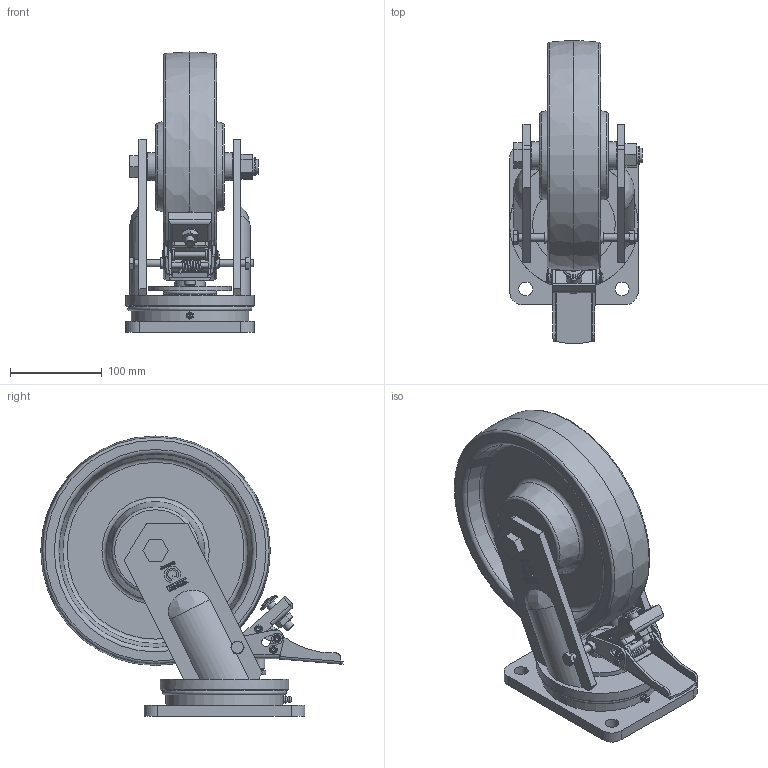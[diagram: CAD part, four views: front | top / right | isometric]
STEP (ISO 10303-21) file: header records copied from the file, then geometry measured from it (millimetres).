
FILE_DESCRIPTION(/* description */ (''),/* implementation_level */ '2;1');
FILE_NAME(/* name */ '0019303k_LPS_PO_250_KDS',/* time_stamp */ '2010-12-10T15:38:18+01:00',/* author */ (''),/* organization */ (''),/* preprocessor_version */ 'ST-DEVELOPER v9',/* originating_system */ 'UGS - NX 4.0',/* authorisation */ '');
FILE_SCHEMA (('CONFIG_CONTROL_DESIGN'));
Length unit declared in the file: millimetre
Products named in the file (1): 0019303K_LPS_PO_250_KDS
Bounding box: 144.5 x 329.34 x 305 mm (x, y, z)
Volume: 2827726.2 mm3; surface area: 437204 mm2
Topology: 9 solids, 16 shells, 992 faces, 2591 edges, 1709 vertices
Faces by surface type: plane 508, extrusion 202, cylinder 186, torus 39, cone 37, bspline 15, sphere 5
Full cylindrical faces by diameter (mm): 2 x2, 4 x3, 5.8 x5, 6 x14, 6.3 x2, 8 x4, 8.2 x2, 8.4 x2, 8.5 x7, 9 x1, 9.8 x1, 10 x3, 11.63 x1, 11.8 x2, 12 x3, 15 x4, 16 x3, 16.2 x2, 17 x1, 20 x1, 22.49 x1, 23.6 x1, 24 x2, 25 x3, 25.2 x2, 28 x1, 30 x2, 33 x1, 37.062 x4, 49.938 x4
Entity records: 33482 total; most frequent: CARTESIAN_POINT 11522, ORIENTED_EDGE 4666, DIRECTION 3674, EDGE_CURVE 2333, VERTEX_POINT 1620, EDGE_LOOP 1316, AXIS2_PLACEMENT_3D 1269, VECTOR 1136
